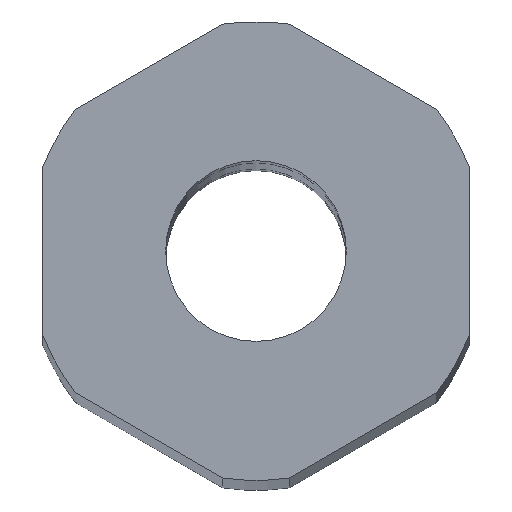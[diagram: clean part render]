
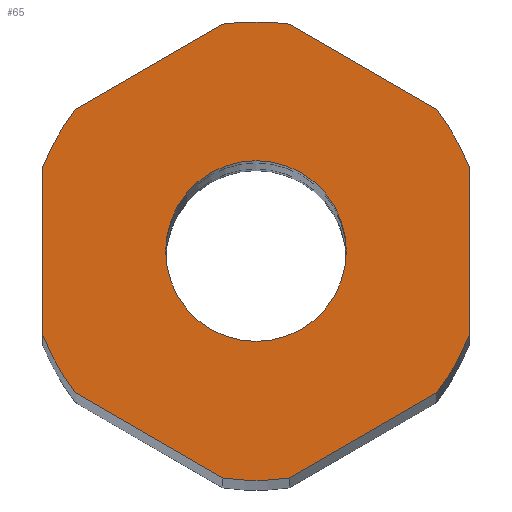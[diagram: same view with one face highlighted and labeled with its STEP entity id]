
A CAD part, top view. The second image highlights one B-rep face of the part: STEP entity #65.
In plain terms, the highlighted planar face has unit normal (0, 0, 1).
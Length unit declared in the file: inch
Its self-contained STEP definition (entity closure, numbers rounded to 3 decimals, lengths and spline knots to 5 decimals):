
#5 = ORIENTED_EDGE ( 'NONE', *, *, #409, .T. ) ;
#9 = VERTEX_POINT ( 'NONE', #212 ) ;
#12 = CARTESIAN_POINT ( 'NONE',  ( -0.1875, 0.07454, 2.5 ) ) ;
#38 = DIRECTION ( 'NONE',  ( 0., 0., 1. ) ) ;
#39 = CIRCLE ( 'NONE', #492, 0.20177 ) ;
#57 = FACE_BOUND ( 'NONE', #402, .T. ) ;
#60 = LINE ( 'NONE', #187, #250 ) ;
#61 = CARTESIAN_POINT ( 'NONE',  ( 0., 0., 2.5 ) ) ;
#65 = ADVANCED_FACE ( 'NONE', ( #57, #420 ), #774, .T. ) ;
#66 = LINE ( 'NONE', #180, #741 ) ;
#69 = CARTESIAN_POINT ( 'NONE',  ( 0., 0., 2.5 ) ) ;
#70 = AXIS2_PLACEMENT_3D ( 'NONE', #69, #430, #415 ) ;
#81 = EDGE_CURVE ( 'NONE', #617, #632, #39, .T. ) ;
#85 = DIRECTION ( 'NONE',  ( 0., 0., 1. ) ) ;
#87 = EDGE_CURVE ( 'NONE', #521, #581, #144, .T. ) ;
#101 = CIRCLE ( 'NONE', #70, 0.20177 ) ;
#108 = CARTESIAN_POINT ( 'NONE',  ( 0.1583, 0.12511, 2.5 ) ) ;
#115 = CIRCLE ( 'NONE', #573, 0.20177 ) ;
#117 = AXIS2_PLACEMENT_3D ( 'NONE', #268, #753, #453 ) ;
#124 = EDGE_CURVE ( 'NONE', #581, #223, #352, .T. ) ;
#129 = CARTESIAN_POINT ( 'NONE',  ( 0.09375, -0.16238, 2.5 ) ) ;
#132 = LINE ( 'NONE', #566, #315 ) ;
#138 = CARTESIAN_POINT ( 'NONE',  ( 0.0795, 0., 2.5 ) ) ;
#144 = CIRCLE ( 'NONE', #476, 0.20177 ) ;
#145 = AXIS2_PLACEMENT_3D ( 'NONE', #307, #777, #236 ) ;
#152 = ORIENTED_EDGE ( 'NONE', *, *, #530, .T. ) ;
#157 = EDGE_CURVE ( 'NONE', #696, #197, #522, .T. ) ;
#159 = DIRECTION ( 'NONE',  ( 0., 0., 1. ) ) ;
#171 = CARTESIAN_POINT ( 'NONE',  ( -0.09375, 0.16238, 2.5 ) ) ;
#173 = CARTESIAN_POINT ( 'NONE',  ( -0.0795, 0., 2.5 ) ) ;
#178 = CARTESIAN_POINT ( 'NONE',  ( -0.0292, 0.19965, 2.5 ) ) ;
#180 = CARTESIAN_POINT ( 'NONE',  ( 0.09375, 0.16238, 2.5 ) ) ;
#184 = CIRCLE ( 'NONE', #117, 0.20177 ) ;
#187 = CARTESIAN_POINT ( 'NONE',  ( 0.1875, 0., 2.5 ) ) ;
#191 = CARTESIAN_POINT ( 'NONE',  ( -0.1875, 0., 2.5 ) ) ;
#197 = VERTEX_POINT ( 'NONE', #138 ) ;
#199 = VECTOR ( 'NONE', #349, 39.37008 ) ;
#212 = CARTESIAN_POINT ( 'NONE',  ( -0.1583, -0.12511, 2.5 ) ) ;
#213 = CIRCLE ( 'NONE', #276, 0.20177 ) ;
#223 = VERTEX_POINT ( 'NONE', #259 ) ;
#236 = DIRECTION ( 'NONE',  ( 1., 0., 0. ) ) ;
#243 = ORIENTED_EDGE ( 'NONE', *, *, #329, .T. ) ;
#250 = VECTOR ( 'NONE', #670, 39.37008 ) ;
#259 = CARTESIAN_POINT ( 'NONE',  ( -0.1583, 0.12511, 2.5 ) ) ;
#260 = ORIENTED_EDGE ( 'NONE', *, *, #124, .T. ) ;
#268 = CARTESIAN_POINT ( 'NONE',  ( 0., 0., 2.5 ) ) ;
#271 = CARTESIAN_POINT ( 'NONE',  ( 0., 0., 2.5 ) ) ;
#276 = AXIS2_PLACEMENT_3D ( 'NONE', #271, #85, #396 ) ;
#278 = ORIENTED_EDGE ( 'NONE', *, *, #337, .T. ) ;
#279 = ORIENTED_EDGE ( 'NONE', *, *, #280, .T. ) ;
#280 = EDGE_CURVE ( 'NONE', #779, #521, #66, .T. ) ;
#293 = DIRECTION ( 'NONE',  ( 1., 0., 0. ) ) ;
#296 = CARTESIAN_POINT ( 'NONE',  ( 0.0292, 0.19965, 2.5 ) ) ;
#298 = CARTESIAN_POINT ( 'NONE',  ( 0., 0., 2.5 ) ) ;
#305 = ORIENTED_EDGE ( 'NONE', *, *, #596, .T. ) ;
#307 = CARTESIAN_POINT ( 'NONE',  ( 0., 0., 2.5 ) ) ;
#308 = DIRECTION ( 'NONE',  ( 1., 0., 0. ) ) ;
#315 = VECTOR ( 'NONE', #383, 39.37008 ) ;
#329 = EDGE_CURVE ( 'NONE', #730, #9, #115, .T. ) ;
#333 = EDGE_CURVE ( 'NONE', #643, #730, #732, .T. ) ;
#337 = EDGE_CURVE ( 'NONE', #724, #617, #619, .T. ) ;
#349 = DIRECTION ( 'NONE',  ( -0.866, -0.5, 0. ) ) ;
#351 = CARTESIAN_POINT ( 'NONE',  ( 0.0292, -0.19965, 2.5 ) ) ;
#352 = LINE ( 'NONE', #171, #199 ) ;
#371 = EDGE_CURVE ( 'NONE', #597, #779, #213, .T. ) ;
#383 = DIRECTION ( 'NONE',  ( 0.866, -0.5, 0. ) ) ;
#387 = CARTESIAN_POINT ( 'NONE',  ( 0.1875, 0.07454, 2.5 ) ) ;
#391 = VERTEX_POINT ( 'NONE', #630 ) ;
#393 = AXIS2_PLACEMENT_3D ( 'NONE', #298, #159, #592 ) ;
#396 = DIRECTION ( 'NONE',  ( 1., 0., 0. ) ) ;
#397 = ORIENTED_EDGE ( 'NONE', *, *, #333, .T. ) ;
#402 = EDGE_LOOP ( 'NONE', ( #460, #612 ) ) ;
#404 = DIRECTION ( 'NONE',  ( 0., 0., 1. ) ) ;
#406 = DIRECTION ( 'NONE',  ( 0., 0., 1. ) ) ;
#409 = EDGE_CURVE ( 'NONE', #391, #724, #184, .T. ) ;
#415 = DIRECTION ( 'NONE',  ( 1., 0., 0. ) ) ;
#420 = FACE_OUTER_BOUND ( 'NONE', #551, .T. ) ;
#424 = VECTOR ( 'NONE', #738, 39.37008 ) ;
#425 = DIRECTION ( 'NONE',  ( -0.866, 0.5, 0. ) ) ;
#430 = DIRECTION ( 'NONE',  ( 0., 0., 1. ) ) ;
#453 = DIRECTION ( 'NONE',  ( 1., 0., 0. ) ) ;
#457 = ORIENTED_EDGE ( 'NONE', *, *, #81, .T. ) ;
#460 = ORIENTED_EDGE ( 'NONE', *, *, #501, .F. ) ;
#468 = DIRECTION ( 'NONE',  ( 1., 0., 0. ) ) ;
#472 = DIRECTION ( 'NONE',  ( 1., 0., 0. ) ) ;
#476 = AXIS2_PLACEMENT_3D ( 'NONE', #715, #38, #293 ) ;
#480 = ORIENTED_EDGE ( 'NONE', *, *, #371, .T. ) ;
#492 = AXIS2_PLACEMENT_3D ( 'NONE', #785, #406, #472 ) ;
#498 = DIRECTION ( 'NONE',  ( 0., 0., 1. ) ) ;
#501 = EDGE_CURVE ( 'NONE', #197, #696, #665, .T. ) ;
#506 = CARTESIAN_POINT ( 'NONE',  ( 0.1583, -0.12511, 2.5 ) ) ;
#521 = VERTEX_POINT ( 'NONE', #296 ) ;
#522 = CIRCLE ( 'NONE', #603, 0.0795 ) ;
#523 = EDGE_CURVE ( 'NONE', #223, #643, #101, .T. ) ;
#530 = EDGE_CURVE ( 'NONE', #632, #597, #60, .T. ) ;
#551 = EDGE_LOOP ( 'NONE', ( #152, #480, #279, #629, #260, #761, #397, #243, #305, #5, #278, #457 ) ) ;
#566 = CARTESIAN_POINT ( 'NONE',  ( -0.09375, -0.16238, 2.5 ) ) ;
#573 = AXIS2_PLACEMENT_3D ( 'NONE', #61, #498, #308 ) ;
#581 = VERTEX_POINT ( 'NONE', #178 ) ;
#592 = DIRECTION ( 'NONE',  ( 1., 0., 0. ) ) ;
#596 = EDGE_CURVE ( 'NONE', #9, #391, #132, .T. ) ;
#597 = VERTEX_POINT ( 'NONE', #387 ) ;
#601 = CARTESIAN_POINT ( 'NONE',  ( 0., 0., 2.5 ) ) ;
#603 = AXIS2_PLACEMENT_3D ( 'NONE', #601, #404, #468 ) ;
#612 = ORIENTED_EDGE ( 'NONE', *, *, #157, .F. ) ;
#617 = VERTEX_POINT ( 'NONE', #506 ) ;
#619 = LINE ( 'NONE', #129, #424 ) ;
#629 = ORIENTED_EDGE ( 'NONE', *, *, #87, .T. ) ;
#630 = CARTESIAN_POINT ( 'NONE',  ( -0.0292, -0.19965, 2.5 ) ) ;
#632 = VERTEX_POINT ( 'NONE', #686 ) ;
#643 = VERTEX_POINT ( 'NONE', #12 ) ;
#662 = CARTESIAN_POINT ( 'NONE',  ( -0.1875, -0.07454, 2.5 ) ) ;
#663 = VECTOR ( 'NONE', #676, 39.37008 ) ;
#665 = CIRCLE ( 'NONE', #145, 0.0795 ) ;
#670 = DIRECTION ( 'NONE',  ( 0., 1., 0. ) ) ;
#676 = DIRECTION ( 'NONE',  ( 0., -1., 0. ) ) ;
#686 = CARTESIAN_POINT ( 'NONE',  ( 0.1875, -0.07454, 2.5 ) ) ;
#696 = VERTEX_POINT ( 'NONE', #173 ) ;
#715 = CARTESIAN_POINT ( 'NONE',  ( 0., 0., 2.5 ) ) ;
#724 = VERTEX_POINT ( 'NONE', #351 ) ;
#730 = VERTEX_POINT ( 'NONE', #662 ) ;
#732 = LINE ( 'NONE', #191, #663 ) ;
#738 = DIRECTION ( 'NONE',  ( 0.866, 0.5, 0. ) ) ;
#741 = VECTOR ( 'NONE', #425, 39.37008 ) ;
#753 = DIRECTION ( 'NONE',  ( 0., 0., 1. ) ) ;
#761 = ORIENTED_EDGE ( 'NONE', *, *, #523, .T. ) ;
#774 = PLANE ( 'NONE',  #393 ) ;
#777 = DIRECTION ( 'NONE',  ( 0., 0., 1. ) ) ;
#779 = VERTEX_POINT ( 'NONE', #108 ) ;
#785 = CARTESIAN_POINT ( 'NONE',  ( 0., 0., 2.5 ) ) ;
